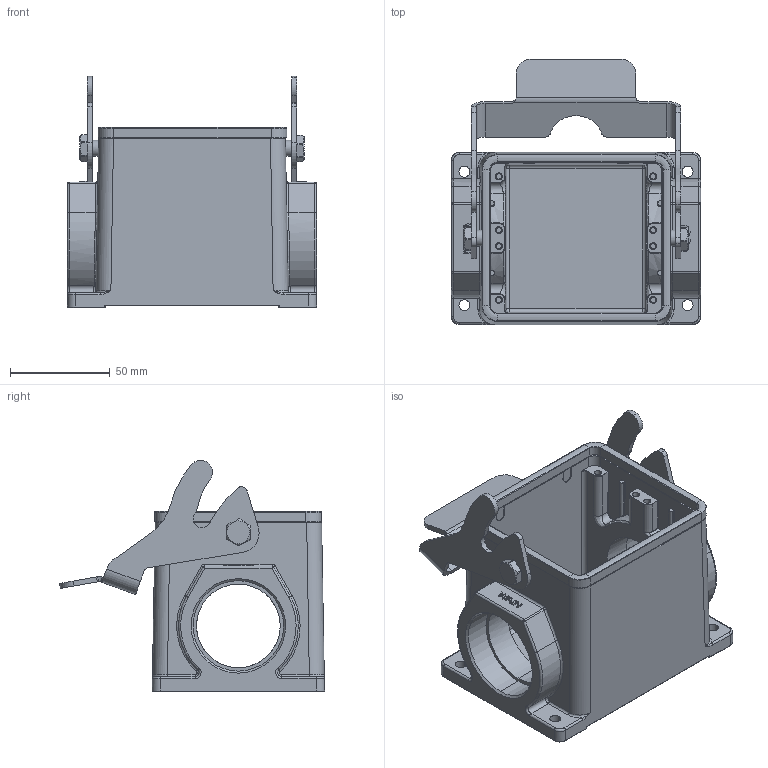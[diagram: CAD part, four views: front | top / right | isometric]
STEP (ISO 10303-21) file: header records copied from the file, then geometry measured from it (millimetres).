
FILE_DESCRIPTION(/* description */ (''),/* implementation_level */ '2;1');
FILE_NAME(/* name */ '3D_1110322251033_H32B-SF-1L_S-2PG36_V1.1.stp',/* time_stamp */ '2024-01-18T14:02:23+08:00',/* author */ (''),/* organization */ (''),/* preprocessor_version */ 'ST-DEVELOPER v18.1',/* originating_system */ 'SIEMENS PLM Software NX 1980',/* authorisation */ '');
FILE_SCHEMA (('AUTOMOTIVE_DESIGN { 1 0 10303 214 3 1 1 1 }'));
Length unit declared in the file: millimetre
Products named in the file (1): s_h32b__ugp_0101f2o9md0id
Bounding box: 125 x 133.02 x 116.06 mm (x, y, z)
Volume: 282149.8 mm3; surface area: 103815.5 mm2
Topology: 1 solids, 2 shells, 655 faces, 1655 edges, 1012 vertices
Faces by surface type: cylinder 278, plane 212, torus 85, sphere 28, bspline 26, cone 26
Full cylindrical faces by diameter (mm): 8 x2, 42 x1
Entity records: 23785 total; most frequent: CARTESIAN_POINT 8991, ORIENTED_EDGE 3244, DIRECTION 2830, EDGE_CURVE 1622, AXIS2_PLACEMENT_3D 1079, VERTEX_POINT 1010, EDGE_LOOP 708, LINE 672
